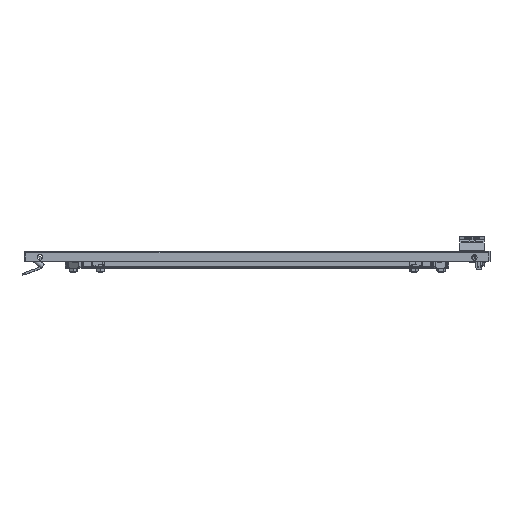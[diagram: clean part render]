
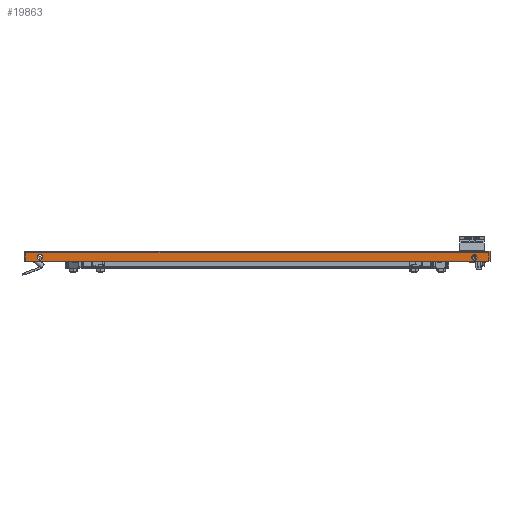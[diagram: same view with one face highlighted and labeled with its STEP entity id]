
A CAD part, front view. The second image highlights one B-rep face of the part: STEP entity #19863.
In plain terms, the highlighted planar face has unit normal (0, -1, 0).
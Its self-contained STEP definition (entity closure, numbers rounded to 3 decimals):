
#1675 = CARTESIAN_POINT ( 'NONE',  ( -297.5, -1095., 13. ) ) ;
#6948 = VERTEX_POINT ( 'NONE', #14467 ) ;
#7042 = VECTOR ( 'NONE', #140970, 1000. ) ;
#7839 = VERTEX_POINT ( 'NONE', #34970 ) ;
#9929 = LINE ( 'NONE', #111279, #83360 ) ;
#12893 = EDGE_CURVE ( 'NONE', #6948, #131393, #100745, .T. ) ;
#14467 = CARTESIAN_POINT ( 'NONE',  ( 297.5, -1095., 13. ) ) ;
#14773 = ORIENTED_EDGE ( 'NONE', *, *, #53885, .F. ) ;
#15346 = DIRECTION ( 'NONE',  ( 0., 0., -1. ) ) ;
#19757 = DIRECTION ( 'NONE',  ( 0., -1., 0. ) ) ;
#19863 = ADVANCED_FACE ( 'NONE', ( #121976, #121199, #109978 ), #133193, .F. ) ;
#21584 = EDGE_CURVE ( 'NONE', #72622, #58240, #47160, .T. ) ;
#26354 = ORIENTED_EDGE ( 'NONE', *, *, #49742, .F. ) ;
#29324 = CIRCLE ( 'NONE', #113303, 3.5 ) ;
#30283 = CARTESIAN_POINT ( 'NONE',  ( 0., -1095., 13. ) ) ;
#34970 = CARTESIAN_POINT ( 'NONE',  ( 277.5, -1095., 8.5 ) ) ;
#37178 = ORIENTED_EDGE ( 'NONE', *, *, #46567, .F. ) ;
#40602 = CARTESIAN_POINT ( 'NONE',  ( -277.5, -1095., 8.5 ) ) ;
#40851 = ORIENTED_EDGE ( 'NONE', *, *, #71115, .F. ) ;
#41579 = EDGE_LOOP ( 'NONE', ( #57889, #128541, #64999, #53624 ) ) ;
#42218 = EDGE_LOOP ( 'NONE', ( #40851, #37178 ) ) ;
#46567 = EDGE_CURVE ( 'NONE', #7839, #139517, #29324, .T. ) ;
#47160 = LINE ( 'NONE', #138780, #7042 ) ;
#49081 = CARTESIAN_POINT ( 'NONE',  ( -277.5, -1095., 5. ) ) ;
#49742 = EDGE_CURVE ( 'NONE', #54243, #79219, #83168, .T. ) ;
#50412 = LINE ( 'NONE', #93329, #131411 ) ;
#53624 = ORIENTED_EDGE ( 'NONE', *, *, #111672, .T. ) ;
#53885 = EDGE_CURVE ( 'NONE', #79219, #54243, #58416, .T. ) ;
#54243 = VERTEX_POINT ( 'NONE', #40602 ) ;
#54358 = CARTESIAN_POINT ( 'NONE',  ( 297.5, -1095., 0. ) ) ;
#56801 = EDGE_CURVE ( 'NONE', #131393, #72622, #50412, .T. ) ;
#57889 = ORIENTED_EDGE ( 'NONE', *, *, #12893, .T. ) ;
#58240 = VERTEX_POINT ( 'NONE', #54358 ) ;
#58416 = CIRCLE ( 'NONE', #96811, 3.5 ) ;
#59130 = DIRECTION ( 'NONE',  ( 0., -1., 0. ) ) ;
#59899 = EDGE_LOOP ( 'NONE', ( #14773, #26354 ) ) ;
#62604 = DIRECTION ( 'NONE',  ( 0., -1., 0. ) ) ;
#64999 = ORIENTED_EDGE ( 'NONE', *, *, #21584, .T. ) ;
#71115 = EDGE_CURVE ( 'NONE', #139517, #7839, #101959, .T. ) ;
#72622 = VERTEX_POINT ( 'NONE', #93231 ) ;
#76151 = DIRECTION ( 'NONE',  ( 0., 0., -1. ) ) ;
#79219 = VERTEX_POINT ( 'NONE', #129687 ) ;
#80664 = AXIS2_PLACEMENT_3D ( 'NONE', #30283, #96490, #133964 ) ;
#83168 = CIRCLE ( 'NONE', #102363, 3.5 ) ;
#83360 = VECTOR ( 'NONE', #133824, 1000. ) ;
#83730 = DIRECTION ( 'NONE',  ( 0., -1., 0. ) ) ;
#89469 = DIRECTION ( 'NONE',  ( -1., 0., 0. ) ) ;
#93231 = CARTESIAN_POINT ( 'NONE',  ( -297.5, -1095., 0. ) ) ;
#93329 = CARTESIAN_POINT ( 'NONE',  ( -297.5, -1095., 13. ) ) ;
#93691 = DIRECTION ( 'NONE',  ( 0., 0., -1. ) ) ;
#96490 = DIRECTION ( 'NONE',  ( 0., 1., 0. ) ) ;
#96811 = AXIS2_PLACEMENT_3D ( 'NONE', #132406, #62604, #100100 ) ;
#100100 = DIRECTION ( 'NONE',  ( 0., 0., -1. ) ) ;
#100745 = LINE ( 'NONE', #146500, #127574 ) ;
#101959 = CIRCLE ( 'NONE', #140236, 3.5 ) ;
#102363 = AXIS2_PLACEMENT_3D ( 'NONE', #49081, #83730, #15346 ) ;
#104971 = CARTESIAN_POINT ( 'NONE',  ( 277.5, -1095., 5. ) ) ;
#109978 = FACE_BOUND ( 'NONE', #59899, .T. ) ;
#111279 = CARTESIAN_POINT ( 'NONE',  ( 297.5, -1095., 0. ) ) ;
#111672 = EDGE_CURVE ( 'NONE', #58240, #6948, #9929, .T. ) ;
#113303 = AXIS2_PLACEMENT_3D ( 'NONE', #146583, #19757, #76151 ) ;
#116847 = CARTESIAN_POINT ( 'NONE',  ( 277.5, -1095., 1.5 ) ) ;
#121199 = FACE_BOUND ( 'NONE', #42218, .T. ) ;
#121976 = FACE_OUTER_BOUND ( 'NONE', #41579, .T. ) ;
#127574 = VECTOR ( 'NONE', #89469, 1000. ) ;
#127836 = DIRECTION ( 'NONE',  ( 0., 0., -1. ) ) ;
#128541 = ORIENTED_EDGE ( 'NONE', *, *, #56801, .T. ) ;
#129687 = CARTESIAN_POINT ( 'NONE',  ( -277.5, -1095., 1.5 ) ) ;
#131393 = VERTEX_POINT ( 'NONE', #1675 ) ;
#131411 = VECTOR ( 'NONE', #127836, 1000. ) ;
#132406 = CARTESIAN_POINT ( 'NONE',  ( -277.5, -1095., 5. ) ) ;
#133193 = PLANE ( 'NONE',  #80664 ) ;
#133824 = DIRECTION ( 'NONE',  ( 0., 0., 1. ) ) ;
#133964 = DIRECTION ( 'NONE',  ( 1., 0., 0. ) ) ;
#138780 = CARTESIAN_POINT ( 'NONE',  ( 0., -1095., 0. ) ) ;
#139517 = VERTEX_POINT ( 'NONE', #116847 ) ;
#140236 = AXIS2_PLACEMENT_3D ( 'NONE', #104971, #59130, #93691 ) ;
#140970 = DIRECTION ( 'NONE',  ( 1., 0., 0. ) ) ;
#146500 = CARTESIAN_POINT ( 'NONE',  ( 0., -1095., 13. ) ) ;
#146583 = CARTESIAN_POINT ( 'NONE',  ( 277.5, -1095., 5. ) ) ;
